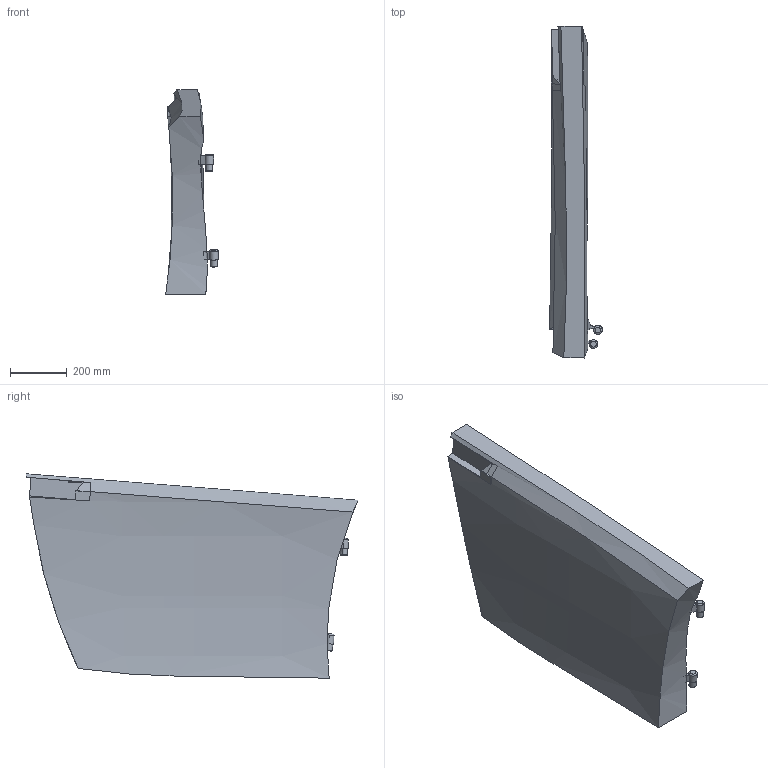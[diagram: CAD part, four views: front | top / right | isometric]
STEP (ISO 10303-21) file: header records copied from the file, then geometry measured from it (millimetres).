
FILE_DESCRIPTION (( 'STEP AP214' ), '1' );
FILE_NAME ('Assem1.STEP', '2025-01-21T11:16:55', ( '' ), ( '' ), 'SwSTEP 2.0', 'SolidWorks 2022', '' );
FILE_SCHEMA (( 'AUTOMOTIVE_DESIGN' ));
Length unit declared in the file: millimetre
Products named in the file (3): -327409919_1008121669; Assem1; -737206527_67752181
Assembly tree (3 placements, depth 2):
  Assem1
    -327409919_1008121669
    -737206527_67752181  x2
Bounding box: 186.43 x 1174.51 x 722.93 mm (x, y, z)
Volume: 70236926 mm3; surface area: 1743334.5 mm2
Topology: 3 solids, 3 shells, 72 faces, 169 edges, 105 vertices
Faces by surface type: plane 44, cylinder 12, bspline 8, torus 8
Entity records: 7508 total; most frequent: CARTESIAN_POINT 6160, ORIENTED_EDGE 280, DIRECTION 220, EDGE_CURVE 140, VERTEX_POINT 87, AXIS2_PLACEMENT_3D 76, LINE 68, VECTOR 68
